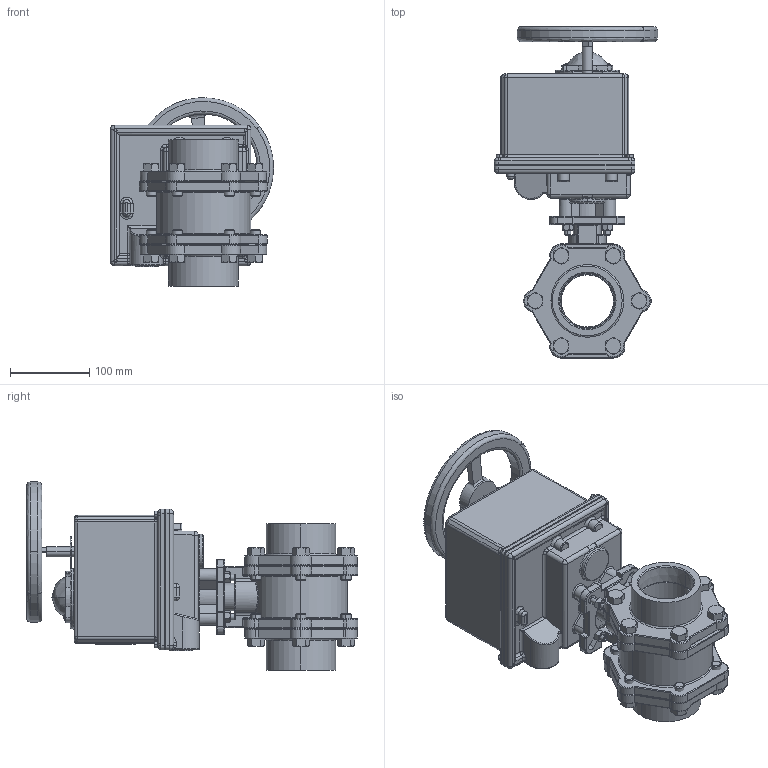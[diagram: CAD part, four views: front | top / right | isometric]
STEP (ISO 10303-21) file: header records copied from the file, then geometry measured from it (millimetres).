
FILE_DESCRIPTION (( 'STEP AP203' ), '1' );
FILE_NAME ('4700-250F_ER-10.STEP', '2017-11-13T19:08:21', ( '' ), ( '' ), 'SwSTEP 2.0', 'SolidWorks 2014', '' );
FILE_SCHEMA (( 'CONFIG_CONTROL_DESIGN' ));
Length unit declared in the file: inch
Products named in the file (1): 4700-250F_ER-10
Bounding box: 206.35 x 419.68 x 238.15 mm (x, y, z)
Surface area: 436611.1 mm2 (no closed solid volume)
Topology: 0 solids, 77 shells, 1244 faces, 3436 edges, 2192 vertices
Faces by surface type: cylinder 444, plane 368, bspline 174, cone 142, torus 106, sphere 10
Entity records: 51913 total; most frequent: CARTESIAN_POINT 22394, DIRECTION 5943, ORIENTED_EDGE 5884, EDGE_CURVE 3409, AXIS2_PLACEMENT_3D 2275, VERTEX_POINT 2192, LINE 1393, VECTOR 1393
